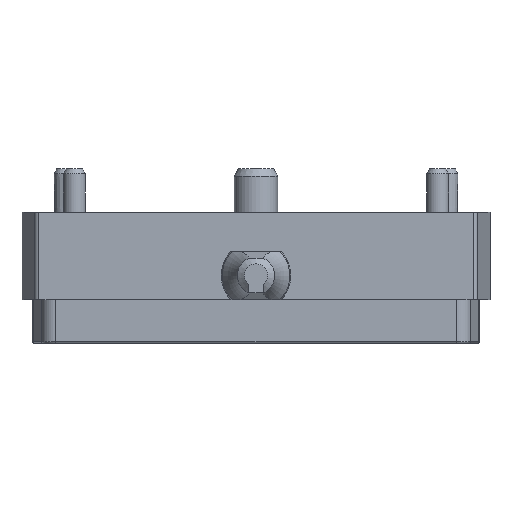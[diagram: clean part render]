
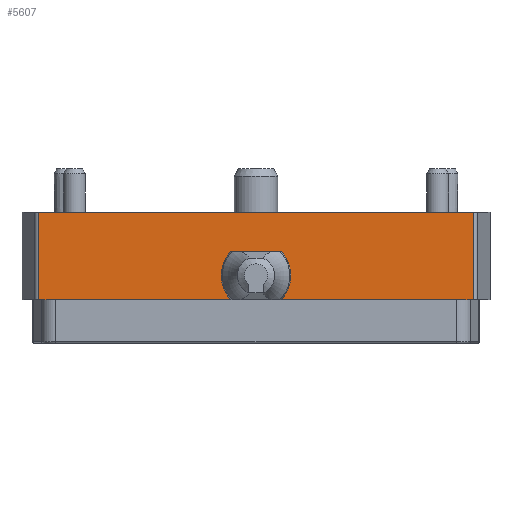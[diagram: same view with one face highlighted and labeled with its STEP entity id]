
A CAD part, front view. The second image highlights one B-rep face of the part: STEP entity #5607.
In plain terms, the highlighted planar face has unit normal (0, -1, 0).
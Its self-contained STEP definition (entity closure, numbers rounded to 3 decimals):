
#1858=DIRECTION('',(0.,0.,1.));
#1859=VECTOR('',#1858,6.);
#1860=CARTESIAN_POINT('',(14.932,0.,0.));
#1861=LINE('',#1860,#1859);
#1862=DIRECTION('',(-1.,0.,0.));
#1863=VECTOR('',#1862,14.432);
#1864=CARTESIAN_POINT('',(14.932,0.,0.));
#1865=LINE('',#1864,#1863);
#1866=DIRECTION('',(0.,0.,1.));
#1867=VECTOR('',#1866,3.3);
#1868=CARTESIAN_POINT('',(0.5,0.,0.));
#1869=LINE('',#1868,#1867);
#1870=DIRECTION('',(-1.,0.,0.));
#1871=VECTOR('',#1870,1.);
#1872=CARTESIAN_POINT('',(0.5,0.,3.3));
#1873=LINE('',#1872,#1871);
#1874=DIRECTION('',(0.,0.,1.));
#1875=VECTOR('',#1874,3.3);
#1876=CARTESIAN_POINT('',(-0.5,0.,0.));
#1877=LINE('',#1876,#1875);
#1878=DIRECTION('',(-1.,0.,0.));
#1879=VECTOR('',#1878,14.432);
#1880=CARTESIAN_POINT('',(-0.5,0.,0.));
#1881=LINE('',#1880,#1879);
#1882=DIRECTION('',(0.,0.,-1.));
#1883=VECTOR('',#1882,6.);
#1884=CARTESIAN_POINT('',(-14.932,0.,6.));
#1885=LINE('',#1884,#1883);
#1886=DIRECTION('',(1.,0.,0.));
#1887=VECTOR('',#1886,29.864);
#1888=CARTESIAN_POINT('',(-14.932,0.,6.));
#1889=LINE('',#1888,#1887);
#3066=CARTESIAN_POINT('',(0.5,0.,0.));
#3067=CARTESIAN_POINT('',(0.5,0.,3.3));
#3068=VERTEX_POINT('',#3066);
#3069=VERTEX_POINT('',#3067);
#3070=CARTESIAN_POINT('',(-0.5,0.,3.3));
#3071=VERTEX_POINT('',#3070);
#3072=CARTESIAN_POINT('',(-0.5,0.,0.));
#3073=VERTEX_POINT('',#3072);
#3098=CARTESIAN_POINT('',(14.932,0.,6.));
#3100=VERTEX_POINT('',#3098);
#3104=CARTESIAN_POINT('',(14.932,0.,0.));
#3105=VERTEX_POINT('',#3104);
#3106=CARTESIAN_POINT('',(-14.932,0.,0.));
#3108=VERTEX_POINT('',#3106);
#3112=CARTESIAN_POINT('',(-14.932,0.,6.));
#3113=VERTEX_POINT('',#3112);
#5588=CARTESIAN_POINT('',(-15.162,0.,0.));
#5589=DIRECTION('',(0.,-1.,0.));
#5590=DIRECTION('',(1.,0.,0.));
#5591=AXIS2_PLACEMENT_3D('',#5588,#5589,#5590);
#5592=PLANE('',#5591);
#5593=ORIENTED_EDGE('',*,*,#5181,.F.);
#5594=ORIENTED_EDGE('',*,*,#3843,.T.);
#5596=ORIENTED_EDGE('',*,*,#5595,.T.);
#5598=ORIENTED_EDGE('',*,*,#5597,.T.);
#5600=ORIENTED_EDGE('',*,*,#5599,.F.);
#5601=ORIENTED_EDGE('',*,*,#3823,.T.);
#5603=ORIENTED_EDGE('',*,*,#5602,.F.);
#5604=ORIENTED_EDGE('',*,*,#5192,.T.);
#5605=EDGE_LOOP('',(#5593,#5594,#5596,#5598,#5600,#5601,#5603,#5604));
#5606=FACE_OUTER_BOUND('',#5605,.F.);
#3823=EDGE_CURVE('',#3073,#3108,#1881,.T.);
#3843=EDGE_CURVE('',#3105,#3068,#1865,.T.);
#5181=EDGE_CURVE('',#3105,#3100,#1861,.T.);
#5192=EDGE_CURVE('',#3113,#3100,#1889,.T.);
#5595=EDGE_CURVE('',#3068,#3069,#1869,.T.);
#5597=EDGE_CURVE('',#3069,#3071,#1873,.T.);
#5599=EDGE_CURVE('',#3073,#3071,#1877,.T.);
#5602=EDGE_CURVE('',#3113,#3108,#1885,.T.);
#5607=ADVANCED_FACE('',(#5606),#5592,.T.);
